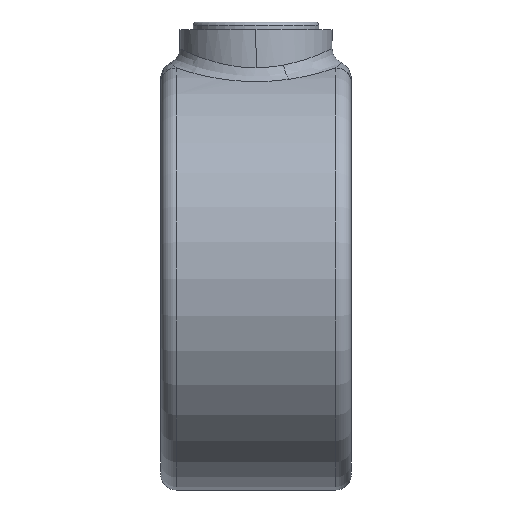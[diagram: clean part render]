
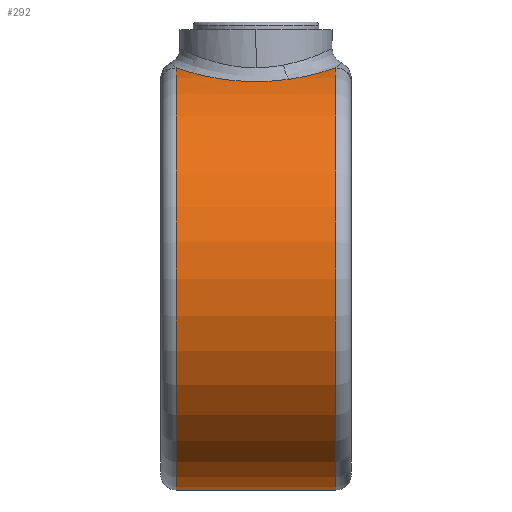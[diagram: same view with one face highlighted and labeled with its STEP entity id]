
A CAD part, left-side view. The second image highlights one B-rep face of the part: STEP entity #292.
In plain terms, the highlighted cylindrical face has radius 28 mm (diameter 56 mm), a partial arc.
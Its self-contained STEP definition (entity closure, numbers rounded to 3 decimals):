
#50 = CARTESIAN_POINT ( 'NONE',  ( -10.435, -4.358, 25.983 ) ) ;
#52 = CARTESIAN_POINT ( 'NONE',  ( -10.204, -4.993, 26.075 ) ) ;
#58 = CARTESIAN_POINT ( 'NONE',  ( -9.924, -5.605, 26.185 ) ) ;
#60 = CARTESIAN_POINT ( 'NONE',  ( -9.426, -6.491, 26.366 ) ) ;
#61 = CARTESIAN_POINT ( 'NONE',  ( -9.246, -6.781, 26.43 ) ) ;
#64 = CARTESIAN_POINT ( 'NONE',  ( -8.868, -7.338, 26.559 ) ) ;
#65 = CARTESIAN_POINT ( 'NONE',  ( -8.668, -7.608, 26.626 ) ) ;
#68 = CARTESIAN_POINT ( 'NONE',  ( -8.035, -8.388, 26.826 ) ) ;
#69 = CARTESIAN_POINT ( 'NONE',  ( -7.571, -8.871, 26.962 ) ) ;
#72 = CARTESIAN_POINT ( 'NONE',  ( -6.805, -9.538, 27.162 ) ) ;
#76 = CARTESIAN_POINT ( 'NONE',  ( -6.539, -9.749, 27.227 ) ) ;
#78 = CARTESIAN_POINT ( 'NONE',  ( -5.993, -10.144, 27.353 ) ) ;
#83 = DIRECTION ( 'NONE',  ( 0., 0., 1. ) ) ;
#85 = DIRECTION ( 'NONE',  ( 0., 1., 0. ) ) ;
#87 = CARTESIAN_POINT ( 'NONE',  ( 0., -10.5, 0. ) ) ;
#90 = CARTESIAN_POINT ( 'NONE',  ( -5.712, -10.328, 27.413 ) ) ;
#96 = CARTESIAN_POINT ( 'NONE',  ( -5.422, 10.5, 27.47 ) ) ;
#97 = DIRECTION ( 'NONE',  ( 0., 0., 1. ) ) ;
#98 = DIRECTION ( 'NONE',  ( 0., -1., 0. ) ) ;
#99 = CARTESIAN_POINT ( 'NONE',  ( 0., 10.5, 0. ) ) ;
#102 = DIRECTION ( 'NONE',  ( 0., -1., 0. ) ) ;
#104 = CARTESIAN_POINT ( 'NONE',  ( 0., 12.5, -28. ) ) ;
#117 = CARTESIAN_POINT ( 'NONE',  ( -5.422, -10.5, 27.47 ) ) ;
#130 = CARTESIAN_POINT ( 'NONE',  ( -10.435, -4.358, 25.983 ) ) ;
#193 = CARTESIAN_POINT ( 'NONE',  ( -11.106, -1.592, 25.703 ) ) ;
#194 = CARTESIAN_POINT ( 'NONE',  ( -11.056, -1.948, 25.725 ) ) ;
#196 = CARTESIAN_POINT ( 'NONE',  ( -10.928, -2.655, 25.78 ) ) ;
#203 = CARTESIAN_POINT ( 'NONE',  ( 0., 10.5, -28. ) ) ;
#292 = ADVANCED_FACE ( 'NONE', ( #466 ), #465, .T. ) ;
#446 = ORIENTED_EDGE ( 'NONE', *, *, #1820, .T. ) ;
#465 = CYLINDRICAL_SURFACE ( 'NONE', #1105, 28. ) ;
#466 = FACE_OUTER_BOUND ( 'NONE', #865, .T. ) ;
#520 = CARTESIAN_POINT ( 'NONE',  ( 0., -10.5, -28. ) ) ;
#532 = AXIS2_PLACEMENT_3D ( 'NONE', #87, #85, #83 ) ;
#535 = AXIS2_PLACEMENT_3D ( 'NONE', #99, #98, #97 ) ;
#644 = B_SPLINE_CURVE_WITH_KNOTS ( 'NONE', 3,
 ( #764, #788, #837, #755, #196, #194, #193, #750, #746, #743, #741, #740, #738, #737, #733, #732, #729, #728, #726, #724, #721, #719, #716, #712 ),
 .UNSPECIFIED., .F., .F.,
 ( 4, 2, 2, 2, 2, 2, 2, 2, 2, 2, 2, 4 ),
 ( 0.032, 0.033, 0.034, 0.036, 0.037, 0.039, 0.041, 0.042, 0.043, 0.045, 0.047, 0.049 ),
 .UNSPECIFIED. ) ;
#678 = VERTEX_POINT ( 'NONE', #2195 ) ;
#712 = CARTESIAN_POINT ( 'NONE',  ( -5.422, 10.5, 27.47 ) ) ;
#716 = CARTESIAN_POINT ( 'NONE',  ( -6.028, 10.141, 27.35 ) ) ;
#719 = CARTESIAN_POINT ( 'NONE',  ( -6.591, 9.729, 27.218 ) ) ;
#721 = CARTESIAN_POINT ( 'NONE',  ( -7.64, 8.805, 26.943 ) ) ;
#724 = CARTESIAN_POINT ( 'NONE',  ( -8.127, 8.288, 26.798 ) ) ;
#726 = CARTESIAN_POINT ( 'NONE',  ( -8.994, 7.188, 26.52 ) ) ;
#728 = CARTESIAN_POINT ( 'NONE',  ( -9.376, 6.603, 26.386 ) ) ;
#729 = CARTESIAN_POINT ( 'NONE',  ( -9.876, 5.671, 26.201 ) ) ;
#732 = CARTESIAN_POINT ( 'NONE',  ( -10.031, 5.35, 26.142 ) ) ;
#733 = CARTESIAN_POINT ( 'NONE',  ( -10.311, 4.699, 26.033 ) ) ;
#737 = CARTESIAN_POINT ( 'NONE',  ( -10.437, 4.369, 25.983 ) ) ;
#738 = CARTESIAN_POINT ( 'NONE',  ( -10.771, 3.364, 25.846 ) ) ;
#740 = CARTESIAN_POINT ( 'NONE',  ( -10.939, 2.675, 25.775 ) ) ;
#741 = CARTESIAN_POINT ( 'NONE',  ( -11.159, 1.255, 25.681 ) ) ;
#743 = CARTESIAN_POINT ( 'NONE',  ( -11.208, 0.542, 25.659 ) ) ;
#746 = CARTESIAN_POINT ( 'NONE',  ( -11.194, -0.525, 25.665 ) ) ;
#750 = CARTESIAN_POINT ( 'NONE',  ( -11.175, -0.881, 25.673 ) ) ;
#755 = CARTESIAN_POINT ( 'NONE',  ( -10.848, -3.005, 25.813 ) ) ;
#764 = CARTESIAN_POINT ( 'NONE',  ( -10.435, -4.358, 25.983 ) ) ;
#788 = CARTESIAN_POINT ( 'NONE',  ( -10.556, -4.027, 25.934 ) ) ;
#837 = CARTESIAN_POINT ( 'NONE',  ( -10.662, -3.691, 25.891 ) ) ;
#865 = EDGE_LOOP ( 'NONE', ( #2204, #2206, #446, #2212, #2237 ) ) ;
#1086 = CARTESIAN_POINT ( 'NONE',  ( 0., 12.5, 0. ) ) ;
#1105 = AXIS2_PLACEMENT_3D ( 'NONE', #1086, #1725, #1536 ) ;
#1221 = VECTOR ( 'NONE', #102, 1000. ) ;
#1223 = CIRCLE ( 'NONE', #532, 28. ) ;
#1225 = LINE ( 'NONE', #104, #1221 ) ;
#1229 = CIRCLE ( 'NONE', #535, 28. ) ;
#1536 = DIRECTION ( 'NONE',  ( 0., 0., -1. ) ) ;
#1601 = EDGE_CURVE ( 'NONE', #1782, #1815, #644, .T. ) ;
#1689 = B_SPLINE_CURVE_WITH_KNOTS ( 'NONE', 3,
 ( #117, #90, #78, #76, #72, #69, #68, #65, #64, #61, #60, #58, #52, #50 ),
 .UNSPECIFIED., .F., .F.,
 ( 4, 2, 2, 2, 2, 2, 4 ),
 ( 0.024, 0.025, 0.026, 0.028, 0.029, 0.03, 0.032 ),
 .UNSPECIFIED. ) ;
#1725 = DIRECTION ( 'NONE',  ( 0., -1., 0. ) ) ;
#1782 = VERTEX_POINT ( 'NONE', #130 ) ;
#1798 = EDGE_CURVE ( 'NONE', #1815, #2224, #1229, .T. ) ;
#1804 = EDGE_CURVE ( 'NONE', #2224, #2017, #1225, .T. ) ;
#1815 = VERTEX_POINT ( 'NONE', #96 ) ;
#1820 = EDGE_CURVE ( 'NONE', #2017, #678, #1223, .T. ) ;
#1827 = EDGE_CURVE ( 'NONE', #678, #1782, #1689, .T. ) ;
#2017 = VERTEX_POINT ( 'NONE', #520 ) ;
#2195 = CARTESIAN_POINT ( 'NONE',  ( -5.422, -10.5, 27.47 ) ) ;
#2204 = ORIENTED_EDGE ( 'NONE', *, *, #1798, .T. ) ;
#2206 = ORIENTED_EDGE ( 'NONE', *, *, #1804, .T. ) ;
#2212 = ORIENTED_EDGE ( 'NONE', *, *, #1827, .T. ) ;
#2224 = VERTEX_POINT ( 'NONE', #203 ) ;
#2237 = ORIENTED_EDGE ( 'NONE', *, *, #1601, .T. ) ;
